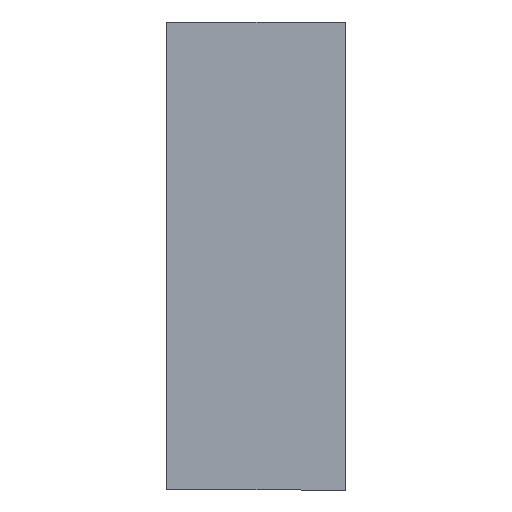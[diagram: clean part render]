
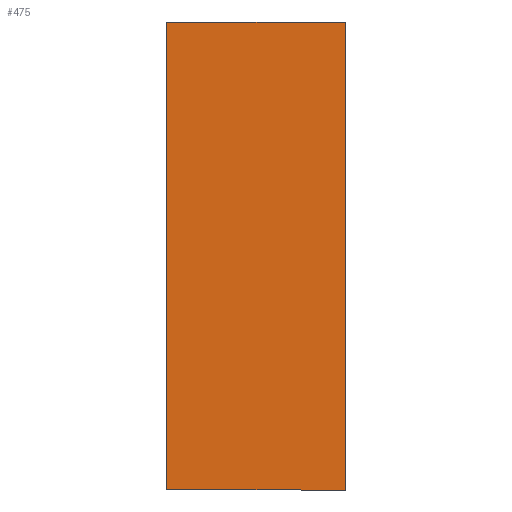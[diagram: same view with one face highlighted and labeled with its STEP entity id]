
A CAD part, left-side view. The second image highlights one B-rep face of the part: STEP entity #475.
In plain terms, the highlighted planar face has unit normal (-1, 0, 0).
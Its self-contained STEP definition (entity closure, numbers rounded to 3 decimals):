
#20 = CARTESIAN_POINT ( 'NONE',  ( -147.017, -24.336, 496.41 ) ) ;
#88 = CARTESIAN_POINT ( 'NONE',  ( -147.017, -163.996, 139.41 ) ) ;
#93 = ORIENTED_EDGE ( 'NONE', *, *, #435, .T. ) ;
#98 = CARTESIAN_POINT ( 'NONE',  ( -147.017, -163.996, 506.41 ) ) ;
#157 = DIRECTION ( 'NONE',  ( 0., 1., 0. ) ) ;
#160 = LINE ( 'NONE', #636, #720 ) ;
#197 = EDGE_CURVE ( 'NONE', #671, #236, #160, .T. ) ;
#217 = ORIENTED_EDGE ( 'NONE', *, *, #389, .T. ) ;
#221 = DIRECTION ( 'NONE',  ( 0., -1., 0. ) ) ;
#225 = LINE ( 'NONE', #20, #517 ) ;
#236 = VERTEX_POINT ( 'NONE', #699 ) ;
#260 = VECTOR ( 'NONE', #157, 1000. ) ;
#264 = VERTEX_POINT ( 'NONE', #582 ) ;
#351 = CARTESIAN_POINT ( 'NONE',  ( -147.017, -163.996, 496.41 ) ) ;
#389 = EDGE_CURVE ( 'NONE', #264, #783, #225, .T. ) ;
#397 = CARTESIAN_POINT ( 'NONE',  ( -147.017, -163.996, 506.41 ) ) ;
#423 = DIRECTION ( 'NONE',  ( 0., 0., -1. ) ) ;
#435 = EDGE_CURVE ( 'NONE', #671, #264, #798, .T. ) ;
#457 = VECTOR ( 'NONE', #639, 1000. ) ;
#475 = ADVANCED_FACE ( 'NONE', ( #733 ), #809, .T. ) ;
#479 = DIRECTION ( 'NONE',  ( 0., 0., -1. ) ) ;
#481 = ORIENTED_EDGE ( 'NONE', *, *, #844, .T. ) ;
#517 = VECTOR ( 'NONE', #479, 1000. ) ;
#582 = CARTESIAN_POINT ( 'NONE',  ( -147.017, -24.336, 506.41 ) ) ;
#604 = CARTESIAN_POINT ( 'NONE',  ( -147.017, -24.336, 139.41 ) ) ;
#611 = EDGE_LOOP ( 'NONE', ( #481, #655, #93, #217 ) ) ;
#636 = CARTESIAN_POINT ( 'NONE',  ( -147.017, -163.996, 0. ) ) ;
#639 = DIRECTION ( 'NONE',  ( 0., -1., 0. ) ) ;
#655 = ORIENTED_EDGE ( 'NONE', *, *, #197, .F. ) ;
#671 = VERTEX_POINT ( 'NONE', #98 ) ;
#673 = LINE ( 'NONE', #88, #457 ) ;
#699 = CARTESIAN_POINT ( 'NONE',  ( -147.017, -163.996, 139.41 ) ) ;
#720 = VECTOR ( 'NONE', #423, 1000. ) ;
#733 = FACE_OUTER_BOUND ( 'NONE', #611, .T. ) ;
#781 = DIRECTION ( 'NONE',  ( -1., 0., 0. ) ) ;
#783 = VERTEX_POINT ( 'NONE', #604 ) ;
#798 = LINE ( 'NONE', #397, #260 ) ;
#809 = PLANE ( 'NONE',  #810 ) ;
#810 = AXIS2_PLACEMENT_3D ( 'NONE', #351, #781, #221 ) ;
#844 = EDGE_CURVE ( 'NONE', #783, #236, #673, .T. ) ;
